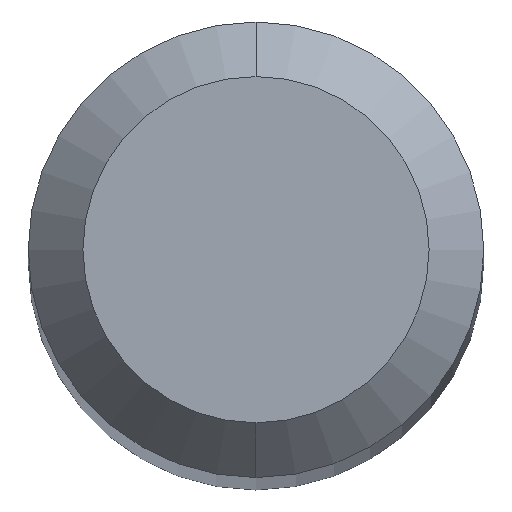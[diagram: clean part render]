
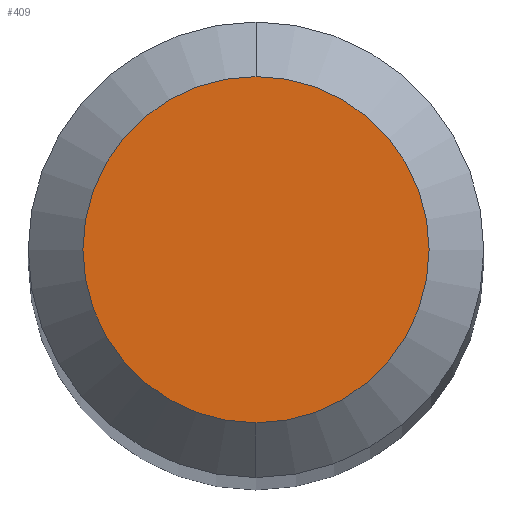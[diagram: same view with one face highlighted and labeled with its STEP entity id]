
A CAD part, top view. The second image highlights one B-rep face of the part: STEP entity #409.
In plain terms, the highlighted planar face has unit normal (0, 0, 1).
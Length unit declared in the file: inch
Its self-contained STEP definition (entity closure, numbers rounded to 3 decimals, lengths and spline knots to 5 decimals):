
#34 = DIRECTION ( 'NONE',  ( 0., 0., 1. ) ) ;
#49 = VERTEX_POINT ( 'NONE', #519 ) ;
#52 = DIRECTION ( 'NONE',  ( 0., 1., 0. ) ) ;
#66 = ORIENTED_EDGE ( 'NONE', *, *, #77, .T. ) ;
#75 = CIRCLE ( 'NONE', #458, 0.0475 ) ;
#77 = EDGE_CURVE ( 'NONE', #49, #113, #75, .T. ) ;
#86 = CIRCLE ( 'NONE', #291, 0.0475 ) ;
#90 = CARTESIAN_POINT ( 'NONE',  ( 0., -0.0475, 0. ) ) ;
#113 = VERTEX_POINT ( 'NONE', #90 ) ;
#156 = DIRECTION ( 'NONE',  ( 0., 0., -1. ) ) ;
#188 = DIRECTION ( 'NONE',  ( 0., -1., 0. ) ) ;
#210 = DIRECTION ( 'NONE',  ( 0., -1., 0. ) ) ;
#251 = CARTESIAN_POINT ( 'NONE',  ( 0., 0.0475, 0. ) ) ;
#256 = ORIENTED_EDGE ( 'NONE', *, *, #413, .T. ) ;
#264 = EDGE_LOOP ( 'NONE', ( #66, #256 ) ) ;
#283 = DIRECTION ( 'NONE',  ( 0., 0., 1. ) ) ;
#291 = AXIS2_PLACEMENT_3D ( 'NONE', #483, #283, #210 ) ;
#367 = FACE_OUTER_BOUND ( 'NONE', #264, .T. ) ;
#409 = ADVANCED_FACE ( 'NONE', ( #367 ), #489, .F. ) ;
#413 = EDGE_CURVE ( 'NONE', #113, #49, #86, .T. ) ;
#458 = AXIS2_PLACEMENT_3D ( 'NONE', #475, #34, #188 ) ;
#475 = CARTESIAN_POINT ( 'NONE',  ( 0., 0., 0. ) ) ;
#483 = CARTESIAN_POINT ( 'NONE',  ( 0., 0., 0. ) ) ;
#489 = PLANE ( 'NONE',  #491 ) ;
#491 = AXIS2_PLACEMENT_3D ( 'NONE', #251, #156, #52 ) ;
#519 = CARTESIAN_POINT ( 'NONE',  ( 0., 0.0475, 0. ) ) ;
